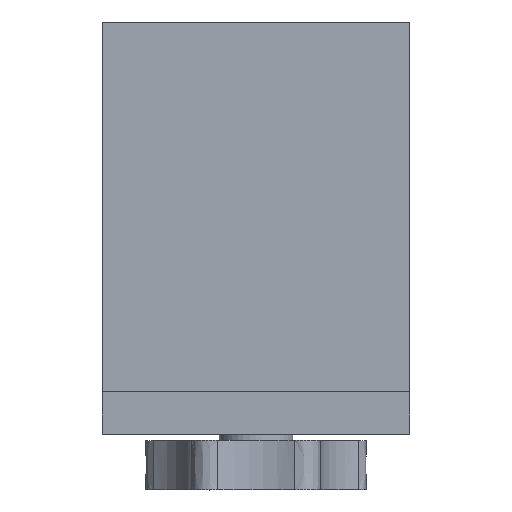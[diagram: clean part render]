
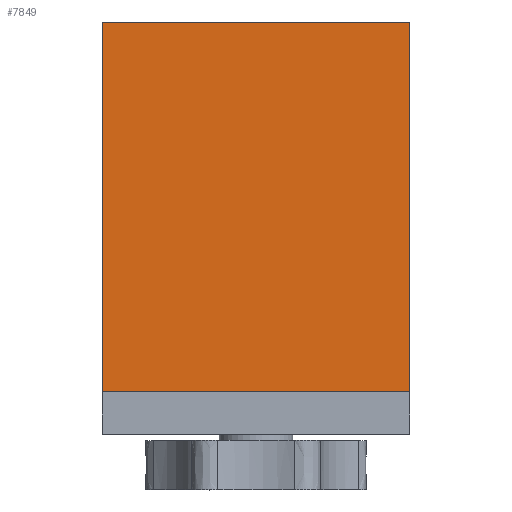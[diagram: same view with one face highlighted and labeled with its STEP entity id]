
A CAD part, top view. The second image highlights one B-rep face of the part: STEP entity #7849.
In plain terms, the highlighted planar face has unit normal (0, 0, 1).
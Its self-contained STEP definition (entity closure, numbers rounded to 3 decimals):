
#411=PLANE('',#8460);
#794=FACE_OUTER_BOUND('',#1208,.T.);
#1208=EDGE_LOOP('',(#6982,#6983,#6984,#6985));
#2013=LINE('',#21970,#2881);
#2016=LINE('',#21975,#2884);
#2017=LINE('',#21978,#2885);
#2018=LINE('',#21979,#2886);
#2881=VECTOR('',#10165,10.);
#2884=VECTOR('',#10170,10.);
#2885=VECTOR('',#10173,10.);
#2886=VECTOR('',#10174,10.);
#3882=VERTEX_POINT('',#21967);
#3883=VERTEX_POINT('',#21969);
#3884=VERTEX_POINT('',#21973);
#3885=VERTEX_POINT('',#21977);
#4947=EDGE_CURVE('',#3883,#3882,#2013,.T.);
#4950=EDGE_CURVE('',#3882,#3884,#2016,.T.);
#4951=EDGE_CURVE('',#3885,#3884,#2017,.T.);
#4952=EDGE_CURVE('',#3883,#3885,#2018,.T.);
#6982=ORIENTED_EDGE('',*,*,#4947,.T.);
#6983=ORIENTED_EDGE('',*,*,#4950,.T.);
#6984=ORIENTED_EDGE('',*,*,#4951,.F.);
#6985=ORIENTED_EDGE('',*,*,#4952,.F.);
#7849=ADVANCED_FACE('',(#794),#411,.T.);
#8460=AXIS2_PLACEMENT_3D('',#21976,#10171,#10172);
#10165=DIRECTION('',(1.,0.,0.));
#10170=DIRECTION('',(0.,1.,0.));
#10171=DIRECTION('center_axis',(0.,0.,
1.));
#10172=DIRECTION('ref_axis',(1.,0.,0.));
#10173=DIRECTION('',(1.,0.,0.));
#10174=DIRECTION('',(0.,1.,0.));
#21967=CARTESIAN_POINT('',(50.,7.,63.));
#21969=CARTESIAN_POINT('',(0.,7.,63.));
#21970=CARTESIAN_POINT('',(0.,7.,63.));
#21973=CARTESIAN_POINT('',(50.,67.,63.));
#21975=CARTESIAN_POINT('',(50.,7.,63.));
#21976=CARTESIAN_POINT('Origin',(0.,7.,
63.));
#21977=CARTESIAN_POINT('',(0.,67.,63.));
#21978=CARTESIAN_POINT('',(0.,67.,63.));
#21979=CARTESIAN_POINT('',(0.,7.,63.));
